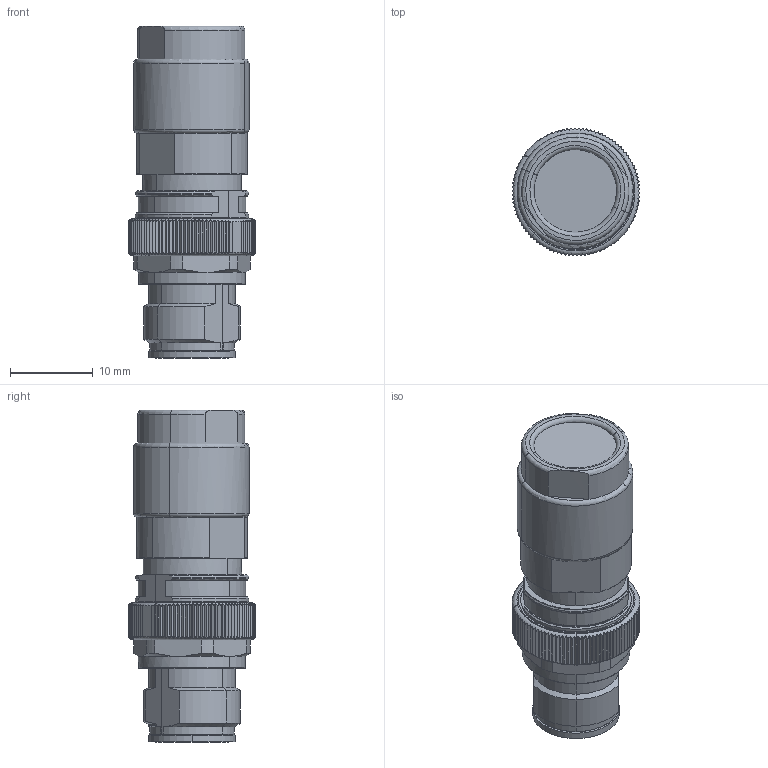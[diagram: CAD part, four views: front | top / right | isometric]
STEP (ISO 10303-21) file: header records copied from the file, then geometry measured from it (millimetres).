
FILE_DESCRIPTION(('CATIA V5 STEP Exchange','CAx-IF Rec.Pracs.--- Model Styling and Organization---1.5--- 2016-08-15','CAx-IF Rec.Pracs.---Supplemental Geometry---1.0---2011-11-01','CAx-IF Rec.Pracs.--- Composite Materials ---1.1---2010-07-15'),'2;1');
FILE_NAME ('1125798-1_1', '2025-11-07T09:03:10+00:00', ('none'), ('Weidmueller'), 'CATIA Version 5-6 Release 2024 SP4', 'CATIA V5 STEP AP214 v3', 'none');
FILE_SCHEMA(('AUTOMOTIVE_DESIGN { 1 0 10303 214 1 1 1 1 }'));
Length unit declared in the file: millimetre
Products named in the file (1): 2672410000
Bounding box: 15.5 x 15.5 x 40.22 mm (x, y, z)
Volume: 4849.4 mm3; surface area: 3188.8 mm2
Topology: 1 solids, 5 shells, 552 faces, 1561 edges, 1022 vertices
Faces by surface type: plane 306, cylinder 101, cone 50, torus 40, bspline 35, sphere 20
Entity records: 20427 total; most frequent: CARTESIAN_POINT 7552, ORIENTED_EDGE 3082, DIRECTION 1886, EDGE_CURVE 1541, VERTEX_POINT 1022, AXIS2_PLACEMENT_3D 816, B_SPLINE_CURVE_WITH_KNOTS 667, EDGE_LOOP 583
